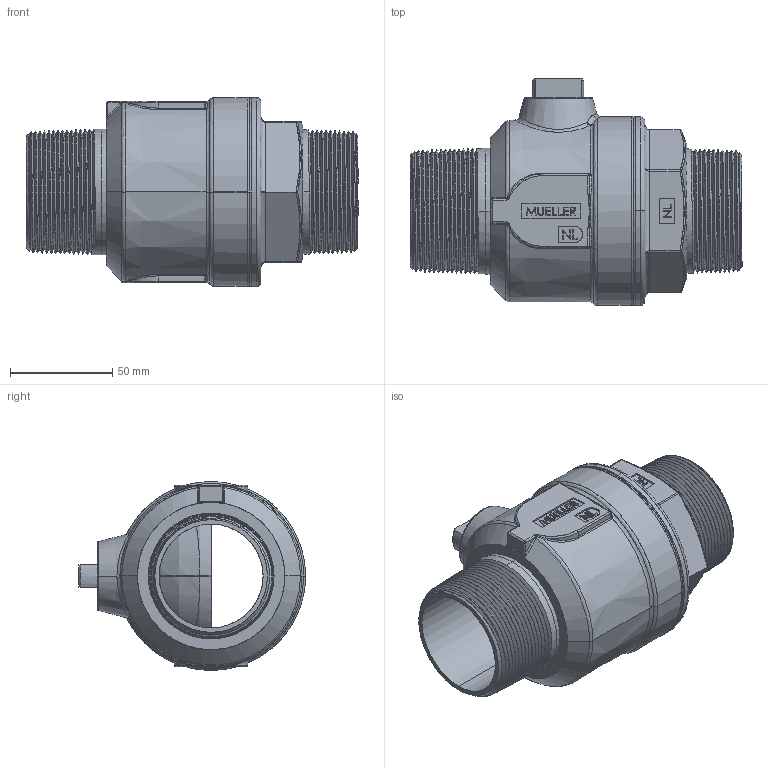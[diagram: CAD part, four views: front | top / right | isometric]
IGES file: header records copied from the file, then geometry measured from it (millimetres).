
Start section: SolidWorks IGES file using analytic representation for surfaces
Global section: file name: B20013    550N.IGS; native system: SolidWorks 2015; preprocessor: SolidWorks 2015; author: rbonds; date: 160808.141602; units: millimetre
Bounding box: 162.66 x 111.2 x 92.46 mm (x, y, z)
Surface area: 143884.4 mm2 (no closed solid volume)
Topology: 0 solids, 0 shells, 556 faces, 9854 edges, 9831 vertices
Faces by surface type: bspline 352, revolution 204
